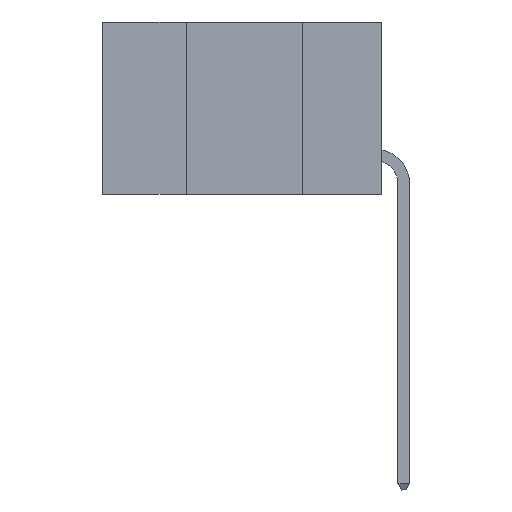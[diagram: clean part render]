
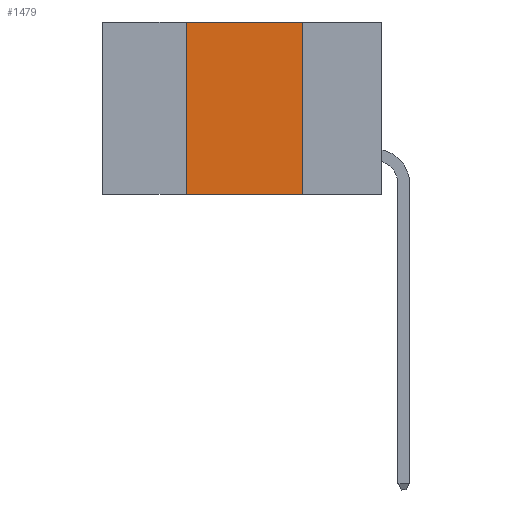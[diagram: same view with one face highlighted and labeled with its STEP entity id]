
A CAD part, left-side view. The second image highlights one B-rep face of the part: STEP entity #1479.
In plain terms, the highlighted planar face has unit normal (-1, 0, 0).
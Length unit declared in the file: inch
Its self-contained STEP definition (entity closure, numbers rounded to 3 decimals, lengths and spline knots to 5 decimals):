
#38 = EDGE_CURVE ( 'NONE', #1237, #11623, #6501, .T. ) ;
#113 = DIRECTION ( 'NONE',  ( 0., -1., 0. ) ) ;
#700 = VERTEX_POINT ( 'NONE', #4270 ) ;
#965 = DIRECTION ( 'NONE',  ( 1., 0., 0. ) ) ;
#979 = DIRECTION ( 'NONE',  ( 0., 0., -1. ) ) ;
#1024 = DIRECTION ( 'NONE',  ( 0., -1., 0. ) ) ;
#1059 = EDGE_LOOP ( 'NONE', ( #1874, #1377, #2707, #7505 ) ) ;
#1237 = VERTEX_POINT ( 'NONE', #4954 ) ;
#1377 = ORIENTED_EDGE ( 'NONE', *, *, #12372, .F. ) ;
#1479 = ADVANCED_FACE ( 'NONE', ( #6656 ), #1503, .F. ) ;
#1503 = PLANE ( 'NONE',  #10068 ) ;
#1762 = CARTESIAN_POINT ( 'NONE',  ( 0., 0.6, 0. ) ) ;
#1874 = ORIENTED_EDGE ( 'NONE', *, *, #2228, .F. ) ;
#2228 = EDGE_CURVE ( 'NONE', #10595, #700, #6190, .T. ) ;
#2451 = VECTOR ( 'NONE', #9041, 39.37008 ) ;
#2707 = ORIENTED_EDGE ( 'NONE', *, *, #38, .F. ) ;
#2914 = DIRECTION ( 'NONE',  ( 0., 0., 1. ) ) ;
#3309 = CARTESIAN_POINT ( 'NONE',  ( 0., 0.6, 0. ) ) ;
#4270 = CARTESIAN_POINT ( 'NONE',  ( 0., 0.17, -0.37 ) ) ;
#4312 = LINE ( 'NONE', #3309, #11839 ) ;
#4858 = CARTESIAN_POINT ( 'NONE',  ( 0., 0.42, 0. ) ) ;
#4954 = CARTESIAN_POINT ( 'NONE',  ( 0., 0.42, -0.37 ) ) ;
#6021 = CARTESIAN_POINT ( 'NONE',  ( 0., 0.17, 0. ) ) ;
#6190 = LINE ( 'NONE', #6021, #2451 ) ;
#6501 = LINE ( 'NONE', #8569, #11166 ) ;
#6656 = FACE_OUTER_BOUND ( 'NONE', #1059, .T. ) ;
#7505 = ORIENTED_EDGE ( 'NONE', *, *, #7788, .T. ) ;
#7788 = EDGE_CURVE ( 'NONE', #1237, #700, #9820, .T. ) ;
#8159 = CARTESIAN_POINT ( 'NONE',  ( 0., 0.17, 0. ) ) ;
#8569 = CARTESIAN_POINT ( 'NONE',  ( 0., 0.42, 0. ) ) ;
#9041 = DIRECTION ( 'NONE',  ( 0., 0., -1. ) ) ;
#9820 = LINE ( 'NONE', #12516, #12122 ) ;
#10068 = AXIS2_PLACEMENT_3D ( 'NONE', #1762, #965, #979 ) ;
#10595 = VERTEX_POINT ( 'NONE', #8159 ) ;
#11166 = VECTOR ( 'NONE', #2914, 39.37008 ) ;
#11623 = VERTEX_POINT ( 'NONE', #4858 ) ;
#11839 = VECTOR ( 'NONE', #1024, 39.37008 ) ;
#12122 = VECTOR ( 'NONE', #113, 39.37008 ) ;
#12372 = EDGE_CURVE ( 'NONE', #11623, #10595, #4312, .T. ) ;
#12516 = CARTESIAN_POINT ( 'NONE',  ( 0., 0.6, -0.37 ) ) ;
